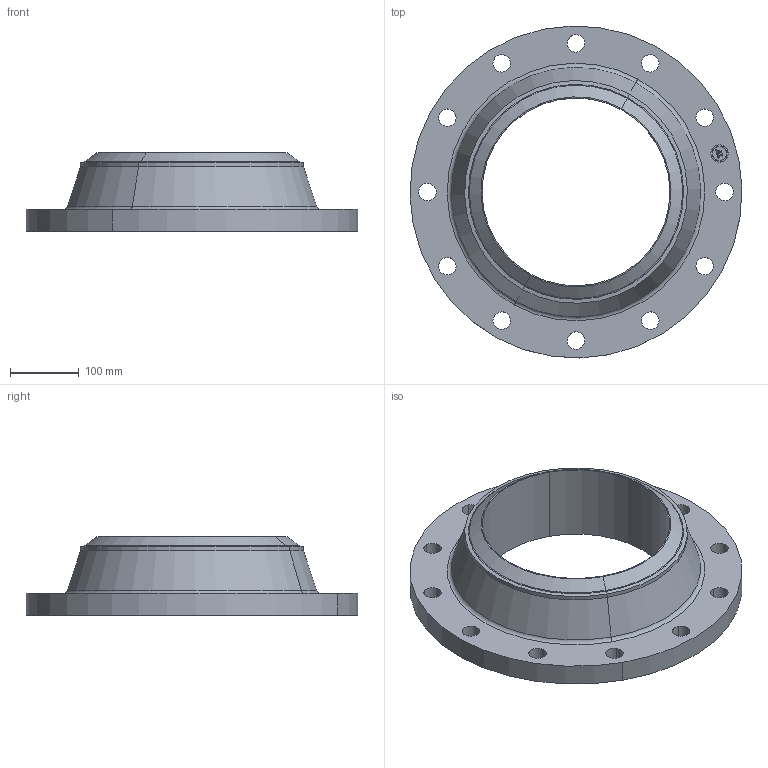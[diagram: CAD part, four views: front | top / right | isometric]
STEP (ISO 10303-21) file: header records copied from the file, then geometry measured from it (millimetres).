
FILE_DESCRIPTION(('3D STEP'),'2;1');
FILE_NAME('12-125-FF-WN- XXH-B16.1-FLANGE.stp','2013-09-08T17:48:07+00:00',('Texas Flange'),(''),'CATIA Version 5 Release 20 SP 6 (IN-10)','CATIA V5 STEP AP214','800-826-3801');
FILE_SCHEMA(('AUTOMOTIVE_DESIGN { 1 0 10303 214 1 1 1 1 }'));
Length unit declared in the file: inch
Products named in the file (1): 12-125-FF-WN- XXH-B16.1-FLANGE
Bounding box: 482.47 x 482.47 x 114.3 mm (x, y, z)
Volume: 6208453.9 mm3; surface area: 470633.9 mm2
Topology: 1 solids, 1 shells, 428 faces, 1214 edges, 806 vertices
Faces by surface type: plane 368, cylinder 50, cone 6, torus 4
Entity records: 16017 total; most frequent: ORIENTED_EDGE 2428, CARTESIAN_POINT 2395, DIRECTION 1962, EDGE_CURVE 1214, VECTOR 1100, LINE 1100, VERTEX_POINT 806, AXIS2_PLACEMENT_3D 489
